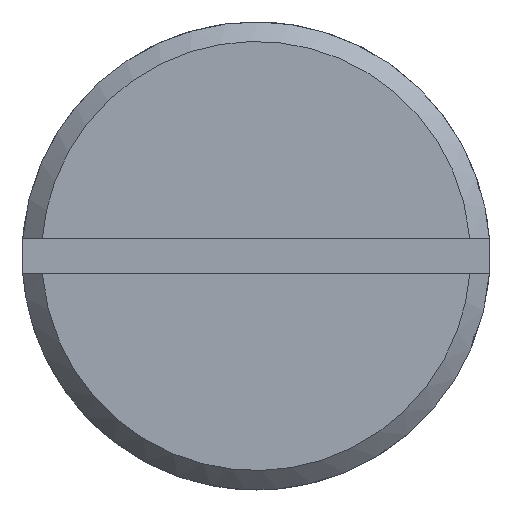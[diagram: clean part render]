
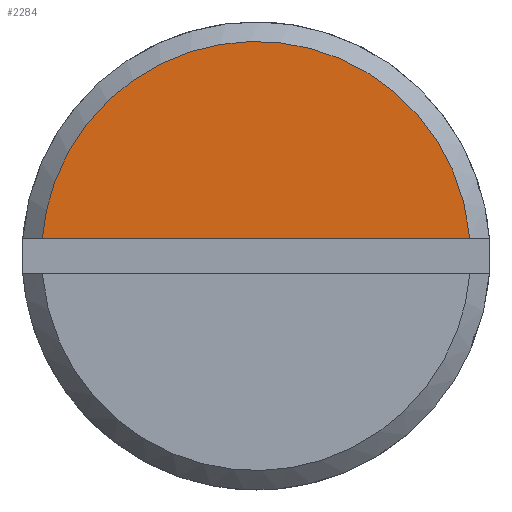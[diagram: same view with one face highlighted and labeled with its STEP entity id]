
A CAD part, front view. The second image highlights one B-rep face of the part: STEP entity #2284.
In plain terms, the highlighted free-form (B-spline) face has degree [1, 1] with [2, 2] control points.
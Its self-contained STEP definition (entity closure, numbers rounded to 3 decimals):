
#2079=CARTESIAN_POINT('',(-12.,-10.963,0.9));
#2080=VERTEX_POINT('',#2079);
#2088=CARTESIAN_POINT('',(-12.,10.963,0.9));
#2089=VERTEX_POINT('',#2088);
#2090=CARTESIAN_POINT('',(-12.,10.963,0.9));
#2091=CARTESIAN_POINT('',(-12.,-10.963,0.9));
#2092=QUASI_UNIFORM_CURVE('',1,(#2090,#2091),.UNSPECIFIED.,.F.,.U.);
#2093=EDGE_CURVE('',#2089,#2080,#2092,.T.);
#2246=CARTESIAN_POINT('',(-12.,-10.963,0.9));
#2247=CARTESIAN_POINT('',(-12.,-10.134,11.));
#2248=CARTESIAN_POINT('',(-12.,0.0,11.0));
#2249=CARTESIAN_POINT('',(-12.,10.134,11.));
#2250=CARTESIAN_POINT('',(-12.,10.963,0.9));
#2258=(BOUNDED_CURVE()B_SPLINE_CURVE(2,(#2246,#2247,#2248,#2249,#2250),.UNSPECIFIED.,.F.,.U.)B_SPLINE_CURVE_WITH_KNOTS((3,2,3),(0.0,0.5,1.0),.UNSPECIFIED.)CURVE()GEOMETRIC_REPRESENTATION_ITEM()RATIONAL_B_SPLINE_CURVE((1.0,0.735,1.0,0.735,1.0))REPRESENTATION_ITEM(''));
#2259=EDGE_CURVE('',#2080,#2089,#2258,.T.);
#2275=CARTESIAN_POINT('',(-12.,-12.058,0.396));
#2276=CARTESIAN_POINT('',(-12.,12.058,0.396));
#2277=CARTESIAN_POINT('',(-12.,-12.058,11.504));
#2278=CARTESIAN_POINT('',(-12.,12.058,11.504));
#2279=B_SPLINE_SURFACE_WITH_KNOTS('',1,1,((#2275,#2277),(#2276,#2278)),.UNSPECIFIED.,.F.,.F.,.U.,(2,2),(2,2),(0.0,24.117),(0.0,11.109),.UNSPECIFIED.);
#2280=ORIENTED_EDGE('',*,*,#2093,.T.);
#2281=ORIENTED_EDGE('',*,*,#2259,.T.);
#2282=EDGE_LOOP('',(#2280,#2281));
#2283=FACE_OUTER_BOUND('',#2282,.T.);
#2284=ADVANCED_FACE('',(#2283),#2279,.F.);
